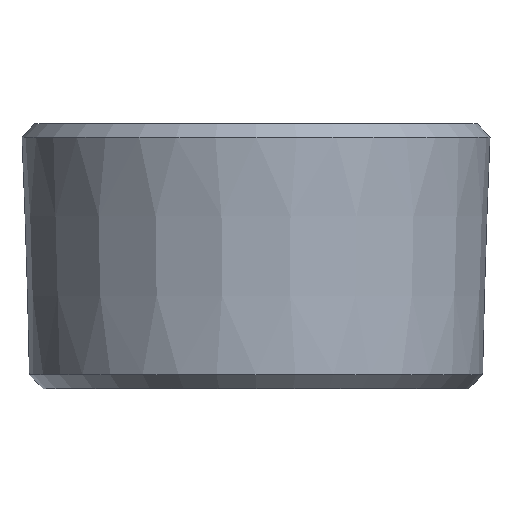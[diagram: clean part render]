
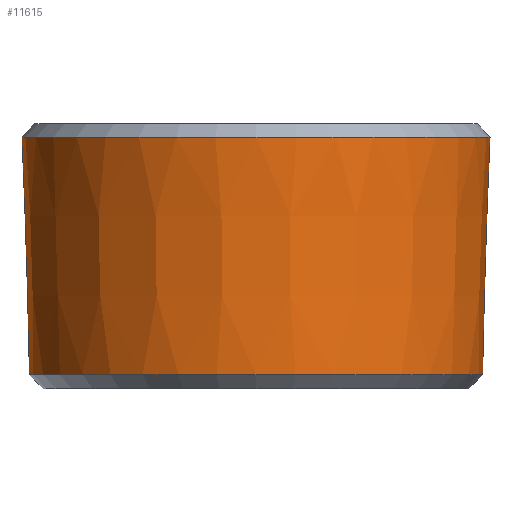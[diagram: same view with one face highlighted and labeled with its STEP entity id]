
A CAD part, left-side view. The second image highlights one B-rep face of the part: STEP entity #11615.
In plain terms, the highlighted conical face has half-angle 1.783 degrees and reference radius 12.89 mm.
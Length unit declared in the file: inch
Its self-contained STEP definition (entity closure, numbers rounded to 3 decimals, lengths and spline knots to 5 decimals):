
#589=CONICAL_SURFACE('',#12291,0.5075,0.031);
#599=CIRCLE('',#12290,0.50846);
#600=CIRCLE('',#12292,0.52505);
#675=FACE_OUTER_BOUND('',#1324,.T.);
#1324=EDGE_LOOP('',(#7709,#7710,#7711,#7712));
#2046=LINE('',#15342,#3400);
#3400=VECTOR('',#12870,0.5075);
#4762=VERTEX_POINT('',#15336);
#4763=VERTEX_POINT('',#15340);
#5937=EDGE_CURVE('',#4762,#4762,#599,.T.);
#5938=EDGE_CURVE('',#4763,#4763,#600,.T.);
#5939=EDGE_CURVE('',#4763,#4762,#2046,.T.);
#7709=ORIENTED_EDGE('',*,*,#5938,.F.);
#7710=ORIENTED_EDGE('',*,*,#5939,.T.);
#7711=ORIENTED_EDGE('',*,*,#5937,.F.);
#7712=ORIENTED_EDGE('',*,*,#5939,.F.);
#11615=ADVANCED_FACE('',(#675),#589,.T.);
#12290=AXIS2_PLACEMENT_3D('',#15338,#12864,#12865);
#12291=AXIS2_PLACEMENT_3D('',#15339,#12866,#12867);
#12292=AXIS2_PLACEMENT_3D('',#15341,#12868,#12869);
#12864=DIRECTION('center_axis',(0.,0.,-1.));
#12865=DIRECTION('ref_axis',(-1.,0.,0.));
#12866=DIRECTION('center_axis',(0.,0.,1.));
#12867=DIRECTION('ref_axis',(-1.,0.,0.));
#12868=DIRECTION('center_axis',(0.,0.,1.));
#12869=DIRECTION('ref_axis',(-1.,0.,0.));
#12870=DIRECTION('',(-0.031,0.,-1.));
#15336=CARTESIAN_POINT('',(0.50846,0.,0.03096));
#15338=CARTESIAN_POINT('Origin',(0.,0.,0.03096));
#15339=CARTESIAN_POINT('Origin',(0.,0.,0.));
#15340=CARTESIAN_POINT('',(0.52505,0.,0.56376));
#15341=CARTESIAN_POINT('Origin',(0.,0.,0.56376));
#15342=CARTESIAN_POINT('',(0.5075,0.,0.));
